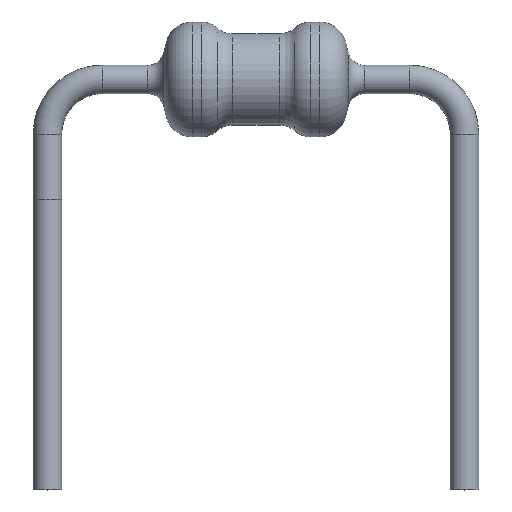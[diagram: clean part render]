
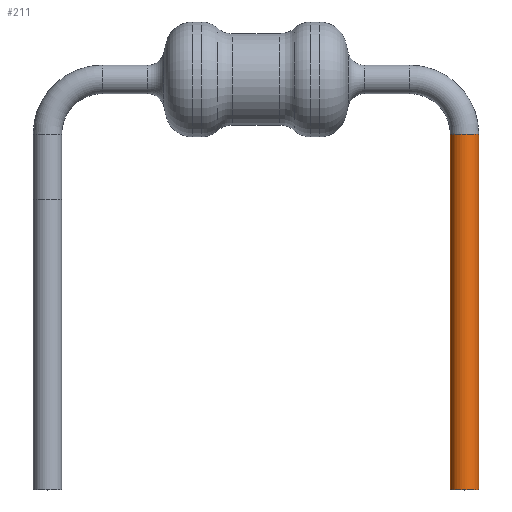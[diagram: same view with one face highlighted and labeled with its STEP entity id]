
A CAD part, top view. The second image highlights one B-rep face of the part: STEP entity #211.
In plain terms, the highlighted cylindrical face has radius 0.26 mm (diameter 0.52 mm), a full revolution.
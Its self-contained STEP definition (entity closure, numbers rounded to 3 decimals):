
#1 = AXIS2_PLACEMENT_3D ( 'NONE', #825, #338, #751 ) ;
#14 = CIRCLE ( 'NONE', #1, 0.26 ) ;
#62 = CYLINDRICAL_SURFACE ( 'NONE', #126, 0.26 ) ;
#78 = CARTESIAN_POINT ( 'NONE',  ( 3.81, 0., -0.26 ) ) ;
#126 = AXIS2_PLACEMENT_3D ( 'NONE', #231, #571, #564 ) ;
#183 = DIRECTION ( 'NONE',  ( 0., 1., 0. ) ) ;
#187 = VERTEX_POINT ( 'NONE', #346 ) ;
#211 = ADVANCED_FACE ( 'NONE', ( #661, #852 ), #62, .T. ) ;
#231 = CARTESIAN_POINT ( 'NONE',  ( 3.81, 5.3, 0. ) ) ;
#330 = EDGE_CURVE ( 'NONE', #187, #187, #14, .T. ) ;
#338 = DIRECTION ( 'NONE',  ( 0., 1., 0. ) ) ;
#346 = CARTESIAN_POINT ( 'NONE',  ( 3.81, 6.5, 0.26 ) ) ;
#391 = ORIENTED_EDGE ( 'NONE', *, *, #520, .T. ) ;
#505 = VERTEX_POINT ( 'NONE', #78 ) ;
#520 = EDGE_CURVE ( 'NONE', #505, #505, #531, .T. ) ;
#531 = CIRCLE ( 'NONE', #770, 0.26 ) ;
#564 = DIRECTION ( 'NONE',  ( 0., 0., -1. ) ) ;
#571 = DIRECTION ( 'NONE',  ( 0., -1., 0. ) ) ;
#590 = DIRECTION ( 'NONE',  ( 0., 0., -1. ) ) ;
#591 = EDGE_LOOP ( 'NONE', ( #744 ) ) ;
#658 = CARTESIAN_POINT ( 'NONE',  ( 3.81, 0., 0. ) ) ;
#661 = FACE_OUTER_BOUND ( 'NONE', #674, .T. ) ;
#674 = EDGE_LOOP ( 'NONE', ( #391 ) ) ;
#744 = ORIENTED_EDGE ( 'NONE', *, *, #330, .F. ) ;
#751 = DIRECTION ( 'NONE',  ( 0., 0., 1. ) ) ;
#770 = AXIS2_PLACEMENT_3D ( 'NONE', #658, #183, #590 ) ;
#825 = CARTESIAN_POINT ( 'NONE',  ( 3.81, 6.5, 0. ) ) ;
#852 = FACE_OUTER_BOUND ( 'NONE', #591, .T. ) ;
